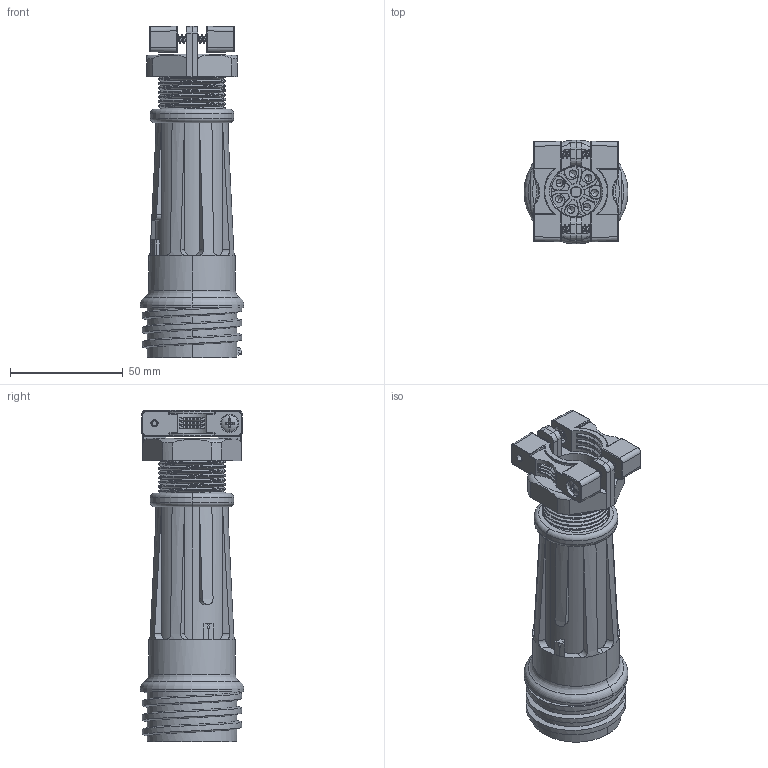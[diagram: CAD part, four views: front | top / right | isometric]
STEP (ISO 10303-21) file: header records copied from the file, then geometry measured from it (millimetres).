
FILE_DESCRIPTION(('STEP AP242'),'1');
FILE_NAME('pxa921-05-s.stp','2024-05-01T22:28:47',('TraceParts'),('TraceParts S.A.'),'Spatial InterOp 3D',' ',' ');
FILE_SCHEMA(('AP242_MANAGED_MODEL_BASED_3D_ENGINEERING_MIM_LF {1 0 10303 442 1 1 4}'));
Length unit declared in the file: millimetre
Products named in the file (1): pxa921-05-s_1
Bounding box: 46 x 46 x 146.65 mm (x, y, z)
Volume: 91201.5 mm3; surface area: 60572.4 mm2
Topology: 2 solids, 2 shells, 1689 faces, 4445 edges, 2844 vertices
Faces by surface type: plane 894, cylinder 431, cone 192, bspline 107, torus 49, sphere 16
Entity records: 86848 total; most frequent: CARTESIAN_POINT 46077, ORIENTED_EDGE 8832, DIRECTION 7940, EDGE_CURVE 4416, VERTEX_POINT 2844, LINE 2656, VECTOR 2656, AXIS2_PLACEMENT_3D 2642
